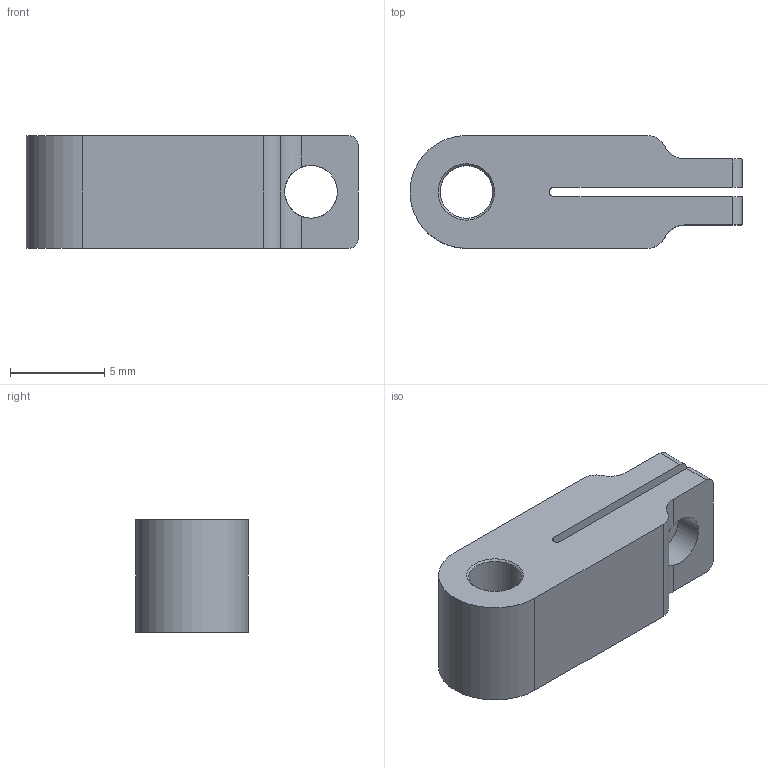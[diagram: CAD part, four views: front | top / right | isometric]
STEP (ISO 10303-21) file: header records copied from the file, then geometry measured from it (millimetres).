
FILE_DESCRIPTION(/* description */ (''),/* implementation_level */ '2;1');
FILE_NAME(/* name */ 'StringClamp.stp',/* time_stamp */ '2014-11-11T19:55:40-08:00',/* author */ ('Ryan'),/* organization */ (''),/* preprocessor_version */ 'ST-DEVELOPER v15.6',/* originating_system */ 'Autodesk Inventor 2015',/* authorisation */ '');
FILE_SCHEMA (('AUTOMOTIVE_DESIGN { 1 0 10303 214 3 1 1 }'));
Length unit declared in the file: millimetre
Products named in the file (1): StringClamp
Bounding box: 17.65 x 6 x 6 mm (x, y, z)
Volume: 464.7 mm3; surface area: 595 mm2
Topology: 1 solids, 1 shells, 28 faces, 81 edges, 53 vertices
Faces by surface type: cylinder 13, plane 10, bspline 3, cone 2
Full cylindrical faces by diameter (mm): 2.8 x3
Entity records: 1072 total; most frequent: CARTESIAN_POINT 323, ORIENTED_EDGE 150, DIRECTION 148, EDGE_CURVE 75, AXIS2_PLACEMENT_3D 54, VERTEX_POINT 51, LINE 40, VECTOR 40
